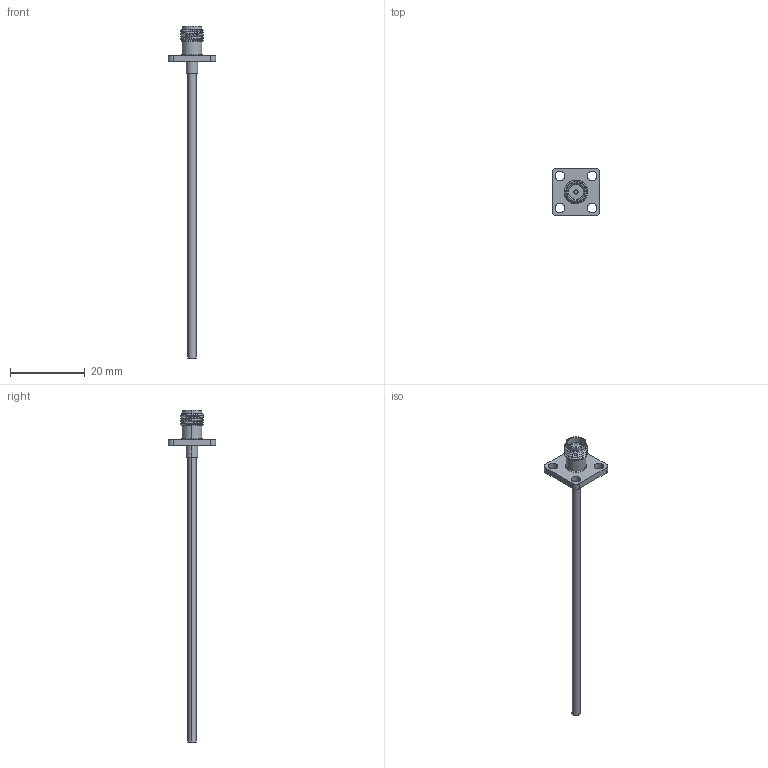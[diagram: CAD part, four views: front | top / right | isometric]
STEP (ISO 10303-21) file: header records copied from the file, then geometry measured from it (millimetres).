
FILE_DESCRIPTION (( 'STEP AP214' ), '1' );
FILE_NAME ('FMCA2397.step', '2021-07-12T16:18:37', ( '' ), ( '' ), 'SwSTEP 2.0', 'SolidWorks 2020', '' );
FILE_SCHEMA (( 'AUTOMOTIVE_DESIGN' ));
Length unit declared in the file: inch
Products named in the file (3): FMCN1739^FMCA2397_PHILIP; FM-SR086TB^FMCA2397_Straight cut; FMCA2397
Assembly tree (2 placements, depth 2):
  FMCA2397
    FM-SR086TB^FMCA2397_Straight cut
    FMCN1739^FMCA2397_PHILIP
Bounding box: 12.7 x 12.7 x 88.9 mm (x, y, z)
Volume: 673.3 mm3; surface area: 1208.7 mm2
Topology: 2 solids, 2 shells, 71 faces, 166 edges, 107 vertices
Faces by surface type: cylinder 36, plane 16, cone 14, bspline 3, torus 2
Entity records: 3153 total; most frequent: CARTESIAN_POINT 1392, DIRECTION 357, ORIENTED_EDGE 332, EDGE_CURVE 166, AXIS2_PLACEMENT_3D 149, VERTEX_POINT 107, EDGE_LOOP 87, CIRCLE 76
